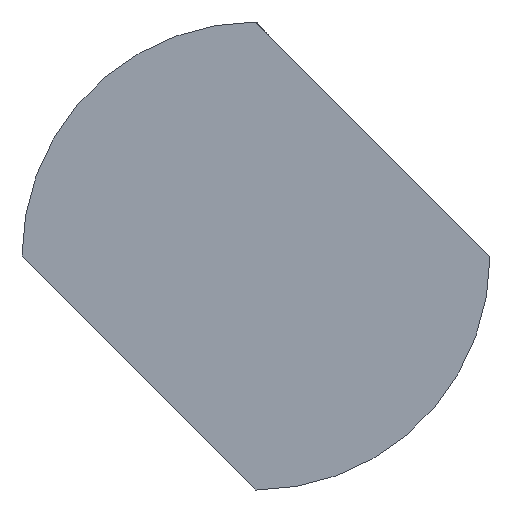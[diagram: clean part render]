
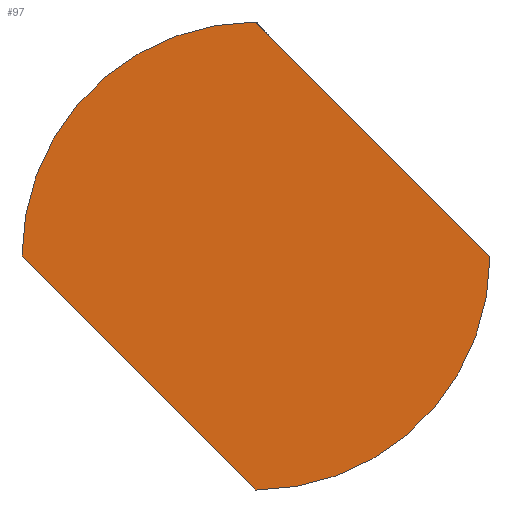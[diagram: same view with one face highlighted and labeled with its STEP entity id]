
A CAD part, left-side view. The second image highlights one B-rep face of the part: STEP entity #97.
In plain terms, the highlighted planar face has unit normal (-1, 0, 0).
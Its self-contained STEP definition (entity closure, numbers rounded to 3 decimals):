
#17=FACE_OUTER_BOUND('',#23,.T.);
#23=EDGE_LOOP('',(#69,#70,#71,#72));
#29=CIRCLE('',#106,1.925);
#30=CIRCLE('',#107,1.925);
#33=LINE('',#149,#41);
#34=LINE('',#153,#42);
#41=VECTOR('',#119,10.);
#42=VECTOR('',#122,10.);
#49=VERTEX_POINT('',#147);
#50=VERTEX_POINT('',#148);
#51=VERTEX_POINT('',#150);
#52=VERTEX_POINT('',#152);
#57=EDGE_CURVE('',#49,#50,#33,.T.);
#58=EDGE_CURVE('',#50,#51,#29,.T.);
#59=EDGE_CURVE('',#51,#52,#34,.T.);
#60=EDGE_CURVE('',#52,#49,#30,.T.);
#69=ORIENTED_EDGE('',*,*,#57,.T.);
#70=ORIENTED_EDGE('',*,*,#58,.T.);
#71=ORIENTED_EDGE('',*,*,#59,.T.);
#72=ORIENTED_EDGE('',*,*,#60,.T.);
#93=PLANE('',#105);
#97=ADVANCED_FACE('',(#17),#93,.F.);
#105=AXIS2_PLACEMENT_3D('',#146,#117,#118);
#106=AXIS2_PLACEMENT_3D('',#151,#120,#121);
#107=AXIS2_PLACEMENT_3D('',#154,#123,#124);
#117=DIRECTION('center_axis',(1.,0.,0.));
#118=DIRECTION('ref_axis',(0.,1.,0.));
#119=DIRECTION('',(0.,-0.707,-0.707));
#120=DIRECTION('center_axis',(-1.,0.,0.));
#121=DIRECTION('ref_axis',(0.,1.,0.));
#122=DIRECTION('',(0.,0.707,0.707));
#123=DIRECTION('center_axis',(-1.,0.,0.));
#124=DIRECTION('ref_axis',(0.,1.,0.));
#146=CARTESIAN_POINT('Origin',(9.167,60.,8.));
#147=CARTESIAN_POINT('',(9.167,61.925,8.));
#148=CARTESIAN_POINT('',(9.167,60.,6.075));
#149=CARTESIAN_POINT('',(9.167,60.,6.075));
#150=CARTESIAN_POINT('',(9.167,58.075,8.));
#151=CARTESIAN_POINT('Origin',(9.167,60.,8.));
#152=CARTESIAN_POINT('',(9.167,60.,9.925));
#153=CARTESIAN_POINT('',(9.167,60.,9.925));
#154=CARTESIAN_POINT('Origin',(9.167,60.,8.));
